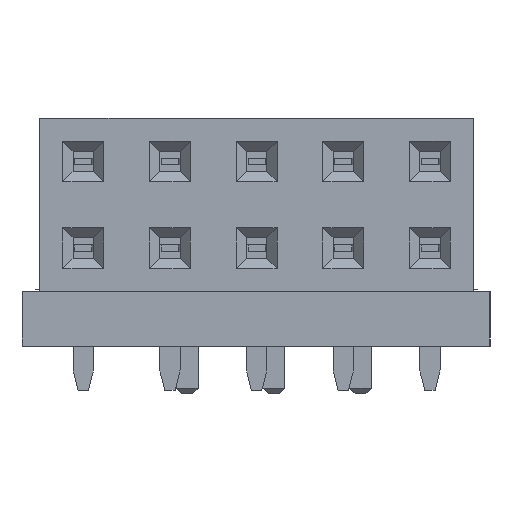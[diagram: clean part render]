
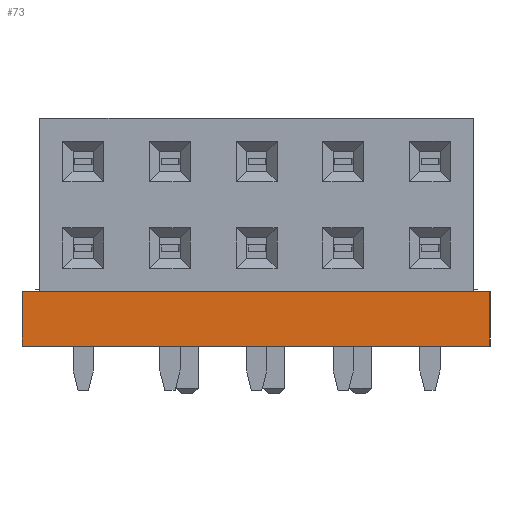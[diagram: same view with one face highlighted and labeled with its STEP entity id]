
A CAD part, left-side view. The second image highlights one B-rep face of the part: STEP entity #73.
In plain terms, the highlighted planar face has unit normal (-1, 0, 0).
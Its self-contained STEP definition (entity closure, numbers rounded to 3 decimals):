
#73 = ADVANCED_FACE('',(#74),#108,.F.);
#74 = FACE_BOUND('',#75,.F.);
#75 = EDGE_LOOP('',(#76,#86,#94,#102));
#76 = ORIENTED_EDGE('',*,*,#77,.T.);
#77 = EDGE_CURVE('',#78,#80,#82,.T.);
#78 = VERTEX_POINT('',#79);
#79 = CARTESIAN_POINT('',(138.43,-102.87,0.));
#80 = VERTEX_POINT('',#81);
#81 = CARTESIAN_POINT('',(138.43,-102.87,-1.6));
#82 = LINE('',#83,#84);
#83 = CARTESIAN_POINT('',(138.43,-102.87,0.));
#84 = VECTOR('',#85,1.);
#85 = DIRECTION('',(0.,0.,-1.));
#86 = ORIENTED_EDGE('',*,*,#87,.T.);
#87 = EDGE_CURVE('',#80,#88,#90,.T.);
#88 = VERTEX_POINT('',#89);
#89 = CARTESIAN_POINT('',(138.43,-89.154,-1.6));
#90 = LINE('',#91,#92);
#91 = CARTESIAN_POINT('',(138.43,-102.87,-1.6));
#92 = VECTOR('',#93,1.);
#93 = DIRECTION('',(0.,1.,0.));
#94 = ORIENTED_EDGE('',*,*,#95,.F.);
#95 = EDGE_CURVE('',#96,#88,#98,.T.);
#96 = VERTEX_POINT('',#97);
#97 = CARTESIAN_POINT('',(138.43,-89.154,0.));
#98 = LINE('',#99,#100);
#99 = CARTESIAN_POINT('',(138.43,-89.154,0.));
#100 = VECTOR('',#101,1.);
#101 = DIRECTION('',(0.,0.,-1.));
#102 = ORIENTED_EDGE('',*,*,#103,.F.);
#103 = EDGE_CURVE('',#78,#96,#104,.T.);
#104 = LINE('',#105,#106);
#105 = CARTESIAN_POINT('',(138.43,-102.87,0.));
#106 = VECTOR('',#107,1.);
#107 = DIRECTION('',(0.,1.,0.));
#108 = PLANE('',#109);
#109 = AXIS2_PLACEMENT_3D('',#110,#111,#112);
#110 = CARTESIAN_POINT('',(138.43,-102.87,0.));
#111 = DIRECTION('',(1.,-0.,0.));
#112 = DIRECTION('',(0.,1.,0.));
